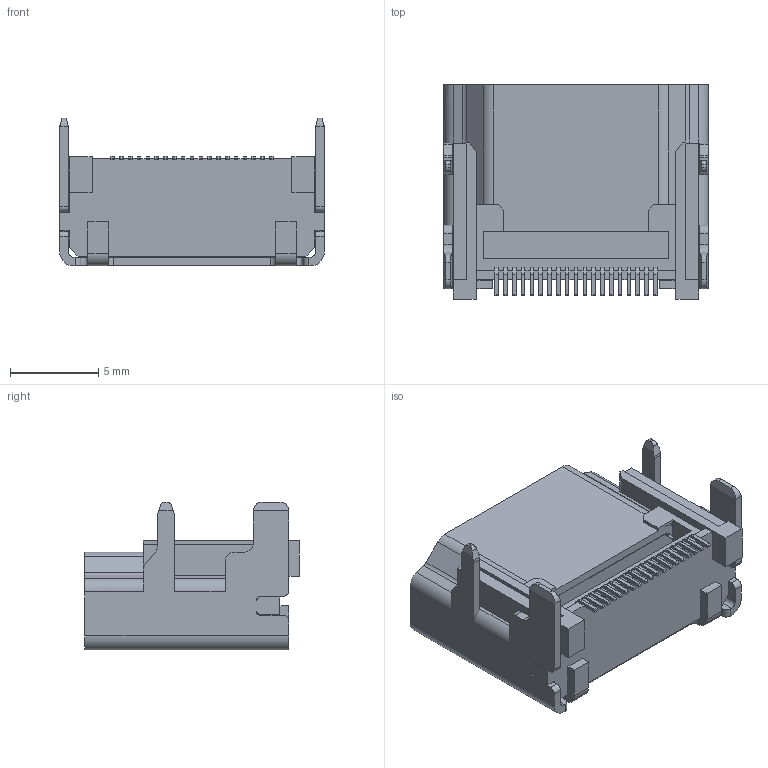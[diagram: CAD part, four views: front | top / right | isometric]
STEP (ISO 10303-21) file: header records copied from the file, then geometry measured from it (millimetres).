
FILE_DESCRIPTION((''),'2;1');
FILE_NAME('HDA001-A-F19S1BR-AFTER','2019-03-20T',('Administrator'),(''),'PRO/ENGINEER BY PARAMETRIC TECHNOLOGY CORPORATION, 2012090','PRO/ENGINEER BY PARAMETRIC TECHNOLOGY CORPORATION, 2012090','');
FILE_SCHEMA(('CONFIG_CONTROL_DESIGN'));
Length unit declared in the file: millimetre
Products named in the file (1): HDA001-A-F19S1BR-AFTER
Bounding box: 15 x 12.15 x 8.38 mm (x, y, z)
Volume: 513.3 mm3; surface area: 1404.4 mm2
Topology: 1 solids, 1 shells, 641 faces, 1819 edges, 1185 vertices
Faces by surface type: plane 514, cylinder 111, cone 8, sphere 8
Entity records: 20573 total; most frequent: CARTESIAN_POINT 3721, ORIENTED_EDGE 3638, DIRECTION 3300, EDGE_CURVE 1819, VECTOR 1578, LINE 1578, VERTEX_POINT 1185, AXIS2_PLACEMENT_3D 861
